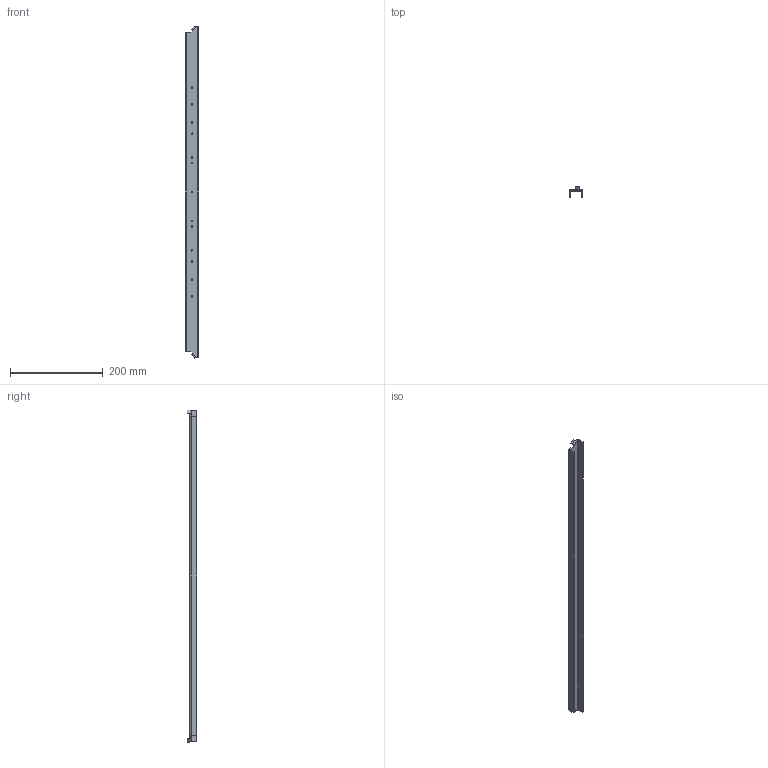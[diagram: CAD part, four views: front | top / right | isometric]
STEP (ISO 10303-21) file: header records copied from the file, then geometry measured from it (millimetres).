
FILE_DESCRIPTION (( 'STEP AP214' ), '1' );
FILE_NAME ('SB ARCA 80.STEP', '2015-03-24T05:37:53', ( '' ), ( '' ), 'SwSTEP 2.0', 'SolidWorks 2014', '' );
FILE_SCHEMA (( 'AUTOMOTIVE_DESIGN' ));
Length unit declared in the file: millimetre
Products named in the file (1): SB ARCA 80
Bounding box: 30 x 20.5 x 715.08 mm (x, y, z)
Volume: 92548.2 mm3; surface area: 78346.4 mm2
Topology: 1 solids, 1 shells, 76 faces, 190 edges, 116 vertices
Faces by surface type: plane 42, cylinder 34
Entity records: 2332 total; most frequent: DIRECTION 412, CARTESIAN_POINT 383, ORIENTED_EDGE 380, EDGE_CURVE 190, AXIS2_PLACEMENT_3D 145, VECTOR 122, LINE 122, VERTEX_POINT 116
